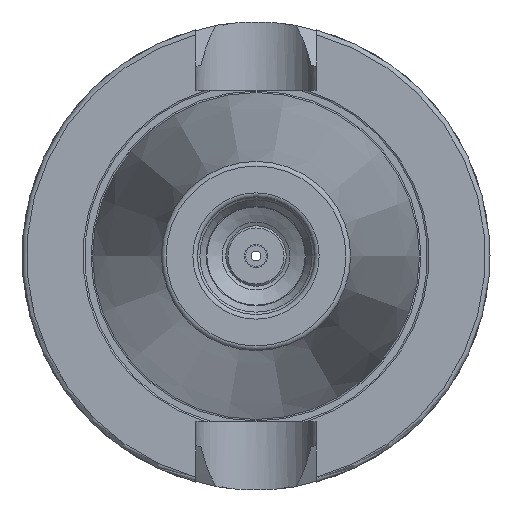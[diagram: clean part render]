
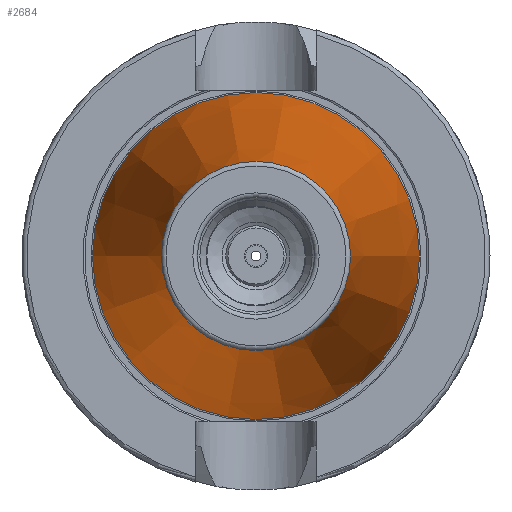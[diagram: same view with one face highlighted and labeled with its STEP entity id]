
A CAD part, left-side view. The second image highlights one B-rep face of the part: STEP entity #2684.
In plain terms, the highlighted conical face has half-angle 8.297 degrees and reference radius 27.564 mm.
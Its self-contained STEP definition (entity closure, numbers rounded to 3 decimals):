
#2650=CARTESIAN_POINT('',(-100.944,20.204,0.0));
#2651=VERTEX_POINT('',#2650);
#2652=CARTESIAN_POINT('',(-100.944,0.,0.0));
#2653=DIRECTION('',(1.0,0.0,0.0));
#2654=DIRECTION('',(0.0,1.0,0.0));
#2655=AXIS2_PLACEMENT_3D('',#2652,#2653,#2654);
#2656=CIRCLE('',#2655,20.204);
#2657=EDGE_CURVE('',#2651,#2651,#2656,.T.);
#2665=CARTESIAN_POINT('',(-50.472,0.,0.0));
#2666=DIRECTION('',(1.0,0.0,0.0));
#2667=DIRECTION('',(0.0,1.0,0.0));
#2668=AXIS2_PLACEMENT_3D('',#2665,#2666,#2667);
#2669=CONICAL_SURFACE('',#2668,27.564,8.297);
#2670=CARTESIAN_POINT('',(0.0,34.925,0.0));
#2671=VERTEX_POINT('',#2670);
#2672=CARTESIAN_POINT('',(0.0,0.,0.0));
#2673=DIRECTION('',(1.0,0.0,0.0));
#2674=DIRECTION('',(0.0,1.0,0.0));
#2675=AXIS2_PLACEMENT_3D('',#2672,#2673,#2674);
#2676=CIRCLE('',#2675,34.925);
#2677=EDGE_CURVE('',#2671,#2671,#2676,.T.);
#2678=ORIENTED_EDGE('',*,*,#2677,.F.);
#2679=EDGE_LOOP('',(#2678));
#2680=FACE_OUTER_BOUND('',#2679,.T.);
#2681=ORIENTED_EDGE('',*,*,#2657,.T.);
#2682=EDGE_LOOP('',(#2681));
#2683=FACE_BOUND('',#2682,.T.);
#2684=ADVANCED_FACE('',(#2680,#2683),#2669,.T.);
